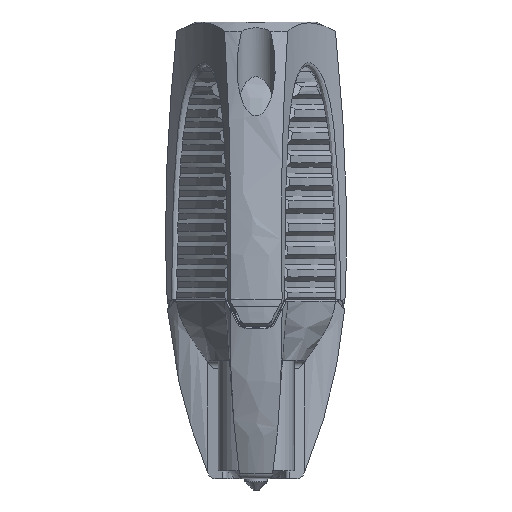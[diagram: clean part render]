
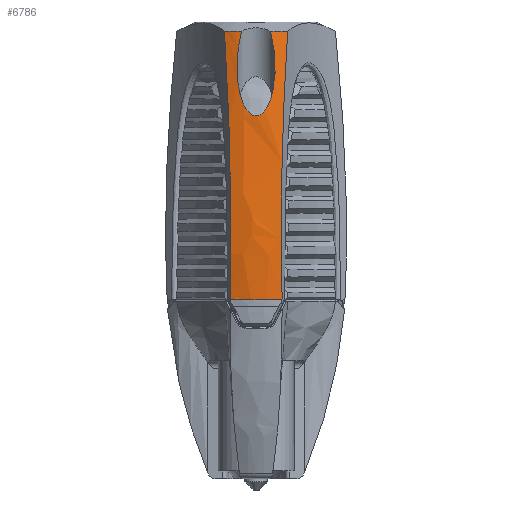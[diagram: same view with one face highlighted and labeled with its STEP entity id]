
A CAD part, front view. The second image highlights one B-rep face of the part: STEP entity #6786.
In plain terms, the highlighted free-form (B-spline) face has degree [3, 3] with [7, 4] control points.
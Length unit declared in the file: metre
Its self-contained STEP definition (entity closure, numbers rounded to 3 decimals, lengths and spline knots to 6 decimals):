
#127=(
BOUNDED_SURFACE()
B_SPLINE_SURFACE(3,3,((#10472,#10473,#10474,#10475),(#10476,#10477,#10478,
#10479),(#10480,#10481,#10482,#10483),(#10484,#10485,#10486,#10487),(#10488,
#10489,#10490,#10491),(#10492,#10493,#10494,#10495),(#10496,#10497,#10498,
#10499)),.SURF_OF_REVOLUTION.,.F.,.F.,.F.)
B_SPLINE_SURFACE_WITH_KNOTS((4,1,1,1,4),(4,4),(0.,0.203364,0.406727,
0.610091,0.813454),(0.,1.),.UNSPECIFIED.)
GEOMETRIC_REPRESENTATION_ITEM()
RATIONAL_B_SPLINE_SURFACE(((1.,0.944,0.944,1.),
(1.,0.944,0.944,1.),(1.,0.944,0.944,
1.),(1.,0.944,0.944,1.),(1.,0.944,0.944,
1.),(1.,0.944,0.944,1.),(1.,0.944,0.944,
1.)))
REPRESENTATION_ITEM('')
SURFACE()
);
#623=B_SPLINE_CURVE_WITH_KNOTS('',3,(#9754,#9755,#9756,#9757),
 .UNSPECIFIED.,.F.,.F.,(4,4),(0.204251,0.295749),
 .UNSPECIFIED.);
#689=B_SPLINE_CURVE_WITH_KNOTS('',3,(#10351,#10352,#10353,#10354),
 .UNSPECIFIED.,.F.,.F.,(4,4),(0.,0.000303),.UNSPECIFIED.);
#700=B_SPLINE_CURVE_WITH_KNOTS('',3,(#10500,#10501,#10502,#10503,#10504,
#10505,#10506,#10507,#10508,#10509,#10510,#10511,#10512,#10513,#10514,#10515,
#10516,#10517,#10518,#10519,#10520),.UNSPECIFIED.,.F.,.F.,(4,1,1,1,1,1,
1,1,1,1,1,1,1,1,1,1,1,1,4),(0.,0.003032,0.004547,0.006063,
0.007579,0.009095,0.009852,0.01061,
0.011368,0.012126,0.012884,0.013642,
0.0144,0.015158,0.016673,0.018189,
0.019705,0.021221,0.024252),.UNSPECIFIED.);
#701=B_SPLINE_CURVE_WITH_KNOTS('',3,(#10521,#10522,#10523,#10524,#10525,
#10526,#10527),.UNSPECIFIED.,.F.,.F.,(4,1,1,1,4),(0.,0.017553,
0.02633,0.030718,0.035107),.UNSPECIFIED.);
#702=B_SPLINE_CURVE_WITH_KNOTS('',3,(#10529,#10530,#10531,#10532),
 .UNSPECIFIED.,.F.,.F.,(4,4),(0.,0.000303),
 .UNSPECIFIED.);
#703=B_SPLINE_CURVE_WITH_KNOTS('',3,(#10533,#10534,#10535,#10536,#10537,
#10538,#10539),.UNSPECIFIED.,.F.,.F.,(4,1,1,1,4),(0.000302,
0.004691,0.00908,0.017858,0.035414),
 .UNSPECIFIED.);
#1512=ORIENTED_EDGE('',*,*,#3679,.F.);
#1513=ORIENTED_EDGE('',*,*,#3681,.T.);
#1514=ORIENTED_EDGE('',*,*,#3677,.F.);
#1515=ORIENTED_EDGE('',*,*,#3682,.T.);
#1516=ORIENTED_EDGE('',*,*,#3683,.T.);
#1517=ORIENTED_EDGE('',*,*,#3593,.T.);
#1518=ORIENTED_EDGE('',*,*,#3666,.T.);
#1519=ORIENTED_EDGE('',*,*,#3684,.T.);
#3593=EDGE_CURVE('',#4705,#4706,#623,.F.);
#3666=EDGE_CURVE('',#4706,#4758,#689,.T.);
#3677=EDGE_CURVE('',#4764,#4765,#5415,.T.);
#3679=EDGE_CURVE('',#4766,#4767,#5416,.T.);
#3681=EDGE_CURVE('',#4766,#4765,#700,.T.);
#3682=EDGE_CURVE('',#4764,#4768,#701,.T.);
#3683=EDGE_CURVE('',#4768,#4705,#702,.T.);
#3684=EDGE_CURVE('',#4758,#4767,#703,.T.);
#4705=VERTEX_POINT('',#9758);
#4706=VERTEX_POINT('',#9759);
#4758=VERTEX_POINT('',#10350);
#4764=VERTEX_POINT('',#10454);
#4765=VERTEX_POINT('',#10456);
#4766=VERTEX_POINT('',#10462);
#4767=VERTEX_POINT('',#10464);
#4768=VERTEX_POINT('',#10528);
#5415=CIRCLE('',#7266,0.0105);
#5416=CIRCLE('',#7267,0.0105);
#5702=EDGE_LOOP('',(#1512,#1513,#1514,#1515,#1516,#1517,#1518,#1519));
#6165=FACE_BOUND('',#5702,.T.);
#6786=ADVANCED_FACE('',(#6165),#127,.T.);
#7266=AXIS2_PLACEMENT_3D('',#10455,#8035,#8036);
#7267=AXIS2_PLACEMENT_3D('',#10463,#8037,#8038);
#8035=DIRECTION('',(0.,0.,1.));
#8036=DIRECTION('',(1.,0.,0.));
#8037=DIRECTION('',(0.,0.,1.));
#8038=DIRECTION('',(1.,0.,0.));
#9754=CARTESIAN_POINT('',(0.003402,-0.011508,0.0205));
#9755=CARTESIAN_POINT('',(0.001197,-0.01216,0.0205));
#9756=CARTESIAN_POINT('',(-0.001197,-0.01216,0.0205));
#9757=CARTESIAN_POINT('',(-0.003402,-0.011508,0.0205));
#9758=CARTESIAN_POINT('',(-0.003402,-0.011508,0.0205));
#9759=CARTESIAN_POINT('',(0.003402,-0.011508,0.0205));
#10350=CARTESIAN_POINT('',(0.00342,-0.011529,0.020801));
#10351=CARTESIAN_POINT('',(0.003402,-0.011508,0.0205));
#10352=CARTESIAN_POINT('',(0.003419,-0.011512,0.0206));
#10353=CARTESIAN_POINT('',(0.003423,-0.01152,0.0207));
#10354=CARTESIAN_POINT('',(0.00342,-0.011529,0.020801));
#10454=CARTESIAN_POINT('',(-0.00415,-0.009645,0.0558));
#10455=CARTESIAN_POINT('',(0.,0.,0.0558));
#10456=CARTESIAN_POINT('',(-0.001903,-0.010326,0.0558));
#10462=CARTESIAN_POINT('',(0.001903,-0.010326,0.0558));
#10463=CARTESIAN_POINT('',(0.,0.,0.0558));
#10464=CARTESIAN_POINT('',(0.00415,-0.009645,0.0558));
#10472=CARTESIAN_POINT('',(-0.004197,-0.009625,0.0558));
#10473=CARTESIAN_POINT('',(-0.001481,-0.010809,0.0558));
#10474=CARTESIAN_POINT('',(0.001481,-0.010809,0.0558));
#10475=CARTESIAN_POINT('',(0.004197,-0.009625,0.0558));
#10476=CARTESIAN_POINT('',(-0.004391,-0.01007,0.05173));
#10477=CARTESIAN_POINT('',(-0.00155,-0.011309,0.05173));
#10478=CARTESIAN_POINT('',(0.00155,-0.011309,0.05173));
#10479=CARTESIAN_POINT('',(0.004391,-0.01007,0.05173));
#10480=CARTESIAN_POINT('',(-0.004693,-0.010762,0.044071));
#10481=CARTESIAN_POINT('',(-0.001656,-0.012086,0.044071));
#10482=CARTESIAN_POINT('',(0.001656,-0.012086,0.044071));
#10483=CARTESIAN_POINT('',(0.004693,-0.010762,0.044071));
#10484=CARTESIAN_POINT('',(-0.004916,-0.011274,0.034184));
#10485=CARTESIAN_POINT('',(-0.001735,-0.012661,0.034184));
#10486=CARTESIAN_POINT('',(0.001735,-0.012661,0.034184));
#10487=CARTESIAN_POINT('',(0.004916,-0.011274,0.034184));
#10488=CARTESIAN_POINT('',(-0.004933,-0.011312,0.025927));
#10489=CARTESIAN_POINT('',(-0.001741,-0.012704,0.025927));
#10490=CARTESIAN_POINT('',(0.001741,-0.012704,0.025927));
#10491=CARTESIAN_POINT('',(0.004933,-0.011312,0.025927));
#10492=CARTESIAN_POINT('',(-0.004848,-0.011116,0.021929));
#10493=CARTESIAN_POINT('',(-0.001711,-0.012484,0.021929));
#10494=CARTESIAN_POINT('',(0.001711,-0.012484,0.021929));
#10495=CARTESIAN_POINT('',(0.004848,-0.011116,0.021929));
#10496=CARTESIAN_POINT('',(-0.004797,-0.011,0.0205));
#10497=CARTESIAN_POINT('',(-0.001693,-0.012353,0.0205));
#10498=CARTESIAN_POINT('',(0.001693,-0.012353,0.0205));
#10499=CARTESIAN_POINT('',(0.004797,-0.011,0.0205));
#10500=CARTESIAN_POINT('',(0.001903,-0.010326,0.0558));
#10501=CARTESIAN_POINT('',(0.002177,-0.010395,0.054817));
#10502=CARTESIAN_POINT('',(0.002415,-0.010515,0.053324));
#10503=CARTESIAN_POINT('',(0.002519,-0.010712,0.05131));
#10504=CARTESIAN_POINT('',(0.002477,-0.010882,0.049788));
#10505=CARTESIAN_POINT('',(0.002302,-0.011068,0.048293));
#10506=CARTESIAN_POINT('',(0.002008,-0.011241,0.047057));
#10507=CARTESIAN_POINT('',(0.001638,-0.011383,0.046122));
#10508=CARTESIAN_POINT('',(0.001259,-0.011488,0.045458));
#10509=CARTESIAN_POINT('',(0.000743,-0.011584,0.044886));
#10510=CARTESIAN_POINT('',(-0.000017,-0.011634,0.044594));
#10511=CARTESIAN_POINT('',(-0.000769,-0.01158,0.044907));
#10512=CARTESIAN_POINT('',(-0.001276,-0.011484,0.045482));
#10513=CARTESIAN_POINT('',(-0.00165,-0.011379,0.046147));
#10514=CARTESIAN_POINT('',(-0.002015,-0.011238,0.047081));
#10515=CARTESIAN_POINT('',(-0.002306,-0.011065,0.048315));
#10516=CARTESIAN_POINT('',(-0.002478,-0.01088,0.049806));
#10517=CARTESIAN_POINT('',(-0.002518,-0.010713,0.051307));
#10518=CARTESIAN_POINT('',(-0.002415,-0.010514,0.053327));
#10519=CARTESIAN_POINT('',(-0.002175,-0.010395,0.054822));
#10520=CARTESIAN_POINT('',(-0.001903,-0.010326,0.0558));
#10521=CARTESIAN_POINT('',(-0.00415,-0.009645,0.0558));
#10522=CARTESIAN_POINT('',(-0.003774,-0.010558,0.050021));
#10523=CARTESIAN_POINT('',(-0.003428,-0.011502,0.041303));
#10524=CARTESIAN_POINT('',(-0.003287,-0.0119,0.031048));
#10525=CARTESIAN_POINT('',(-0.003315,-0.011821,0.025185));
#10526=CARTESIAN_POINT('',(-0.003369,-0.01167,0.02226));
#10527=CARTESIAN_POINT('',(-0.00342,-0.011529,0.020801));
#10528=CARTESIAN_POINT('',(-0.00342,-0.011529,0.020801));
#10529=CARTESIAN_POINT('',(-0.00342,-0.011529,0.020801));
#10530=CARTESIAN_POINT('',(-0.003423,-0.01152,0.0207));
#10531=CARTESIAN_POINT('',(-0.003419,-0.011512,0.0206));
#10532=CARTESIAN_POINT('',(-0.003402,-0.011508,0.0205));
#10533=CARTESIAN_POINT('',(0.00342,-0.011529,0.020801));
#10534=CARTESIAN_POINT('',(0.003369,-0.01167,0.022261));
#10535=CARTESIAN_POINT('',(0.003315,-0.011821,0.025183));
#10536=CARTESIAN_POINT('',(0.003287,-0.0119,0.031036));
#10537=CARTESIAN_POINT('',(0.003428,-0.011503,0.041287));
#10538=CARTESIAN_POINT('',(0.003774,-0.010558,0.050023));
#10539=CARTESIAN_POINT('',(0.00415,-0.009645,0.0558));
